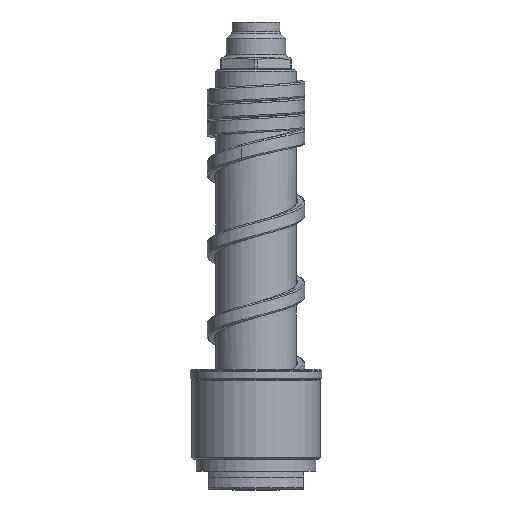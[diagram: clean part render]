
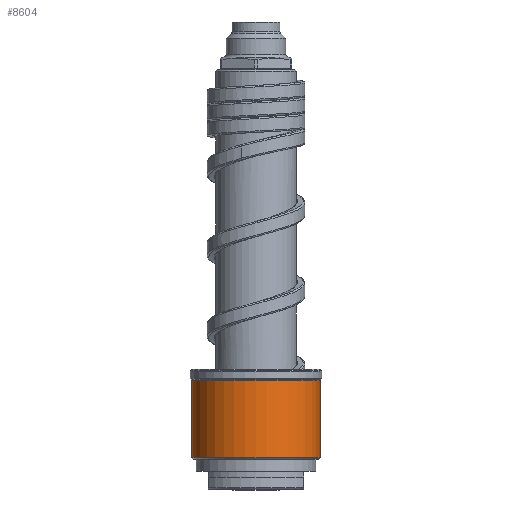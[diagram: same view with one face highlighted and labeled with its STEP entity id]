
A CAD part, front view. The second image highlights one B-rep face of the part: STEP entity #8604.
In plain terms, the highlighted cylindrical face has radius 21.5 mm (diameter 43 mm), a partial arc.
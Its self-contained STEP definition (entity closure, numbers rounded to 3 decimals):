
#1307=CARTESIAN_POINT('',(0.,0.,10.583));
#1308=DIRECTION('',(0.,0.,1.));
#1309=DIRECTION('',(-1.,0.,0.));
#1310=AXIS2_PLACEMENT_3D('',#1307,#1308,#1309);
#1312=DIRECTION('',(0.,0.,-1.));
#1313=VECTOR('',#1312,25.834);
#1314=CARTESIAN_POINT('',(-21.5,0.,36.417));
#1315=LINE('',#1314,#1313);
#1316=CARTESIAN_POINT('',(0.,0.,36.417));
#1317=DIRECTION('',(0.,0.,1.));
#1318=DIRECTION('',(-1.,0.,0.));
#1319=AXIS2_PLACEMENT_3D('',#1316,#1317,#1318);
#1321=DIRECTION('',(0.,0.,-1.));
#1322=VECTOR('',#1321,25.834);
#1323=CARTESIAN_POINT('',(21.5,0.,36.417));
#1324=LINE('',#1323,#1322);
#6484=CARTESIAN_POINT('',(21.5,0.,36.417));
#6485=CARTESIAN_POINT('',(-21.5,0.,36.417));
#6486=VERTEX_POINT('',#6484);
#6487=VERTEX_POINT('',#6485);
#6510=CARTESIAN_POINT('',(21.5,0.,10.583));
#6511=VERTEX_POINT('',#6510);
#6512=CARTESIAN_POINT('',(-21.5,0.,10.583));
#6513=VERTEX_POINT('',#6512);
#8590=CARTESIAN_POINT('',(0.,0.,8.5));
#8591=DIRECTION('',(0.,0.,1.));
#8592=DIRECTION('',(-1.,0.,0.));
#8593=AXIS2_PLACEMENT_3D('',#8590,#8591,#8592);
#8594=CYLINDRICAL_SURFACE('',#8593,21.5);
#8596=ORIENTED_EDGE('',*,*,#8595,.F.);
#8598=ORIENTED_EDGE('',*,*,#8597,.F.);
#8599=ORIENTED_EDGE('',*,*,#8580,.T.);
#8601=ORIENTED_EDGE('',*,*,#8600,.T.);
#8602=EDGE_LOOP('',(#8596,#8598,#8599,#8601));
#8603=FACE_OUTER_BOUND('',#8602,.F.);
#1311=CIRCLE('',#1310,21.5);
#1320=CIRCLE('',#1319,21.5);
#8580=EDGE_CURVE('',#6487,#6486,#1320,.T.);
#8595=EDGE_CURVE('',#6513,#6511,#1311,.T.);
#8597=EDGE_CURVE('',#6487,#6513,#1315,.T.);
#8600=EDGE_CURVE('',#6486,#6511,#1324,.T.);
#8604=ADVANCED_FACE('',(#8603),#8594,.T.);
